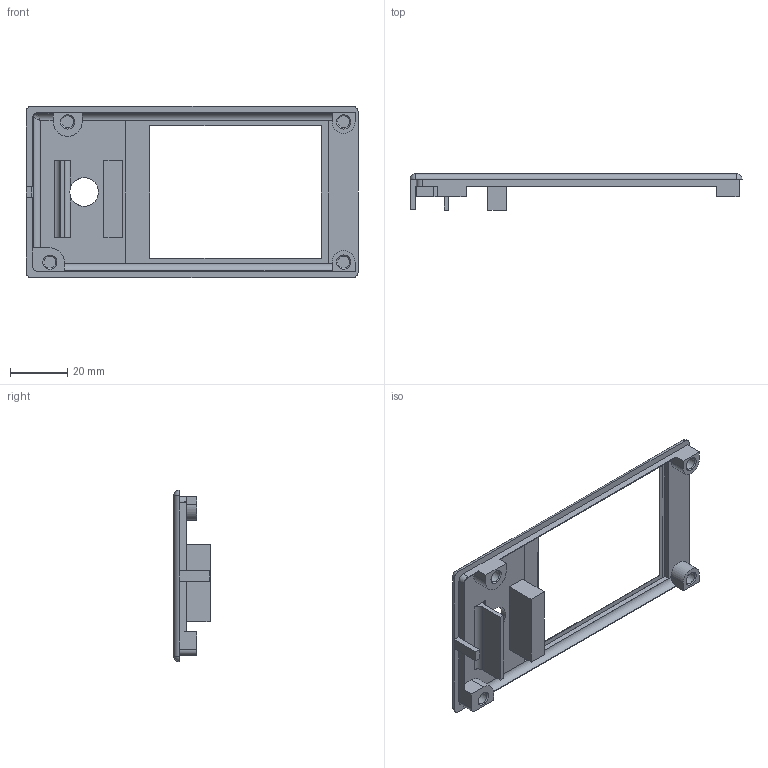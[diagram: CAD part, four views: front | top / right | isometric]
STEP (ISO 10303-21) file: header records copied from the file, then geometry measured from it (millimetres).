
FILE_DESCRIPTION(/* description */ (''),/* implementation_level */ '2;1');
FILE_NAME(/* name */ 'Top.step',/* time_stamp */ '2021-09-29T14:29:39+01:00',/* author */ (''),/* organization */ (''),/* preprocessor_version */ 'ST-DEVELOPER v18.1',/* originating_system */ 'Autodesk Translation Framework v10.10.0.1391',/* authorisation */ '');
FILE_SCHEMA (('AUTOMOTIVE_DESIGN { 1 0 10303 214 3 1 1 }'));
Length unit declared in the file: millimetre
Products named in the file (1): Top
Bounding box: 116 x 12.67 x 60 mm (x, y, z)
Volume: 10589.4 mm3; surface area: 12460.7 mm2
Topology: 1 solids, 1 shells, 83 faces, 213 edges, 138 vertices
Faces by surface type: plane 53, cylinder 21, sphere 4, cone 4, bspline 1
Full cylindrical faces by diameter (mm): 4.25 x4, 10 x1
Entity records: 2569 total; most frequent: CARTESIAN_POINT 469, DIRECTION 429, ORIENTED_EDGE 424, EDGE_CURVE 212, LINE 159, VECTOR 159, VERTEX_POINT 138, AXIS2_PLACEMENT_3D 135
